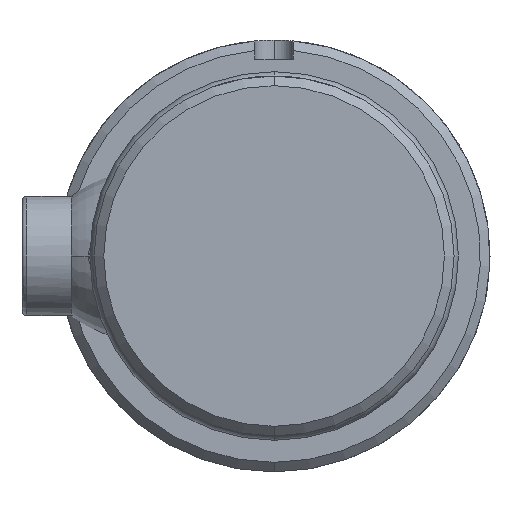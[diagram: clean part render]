
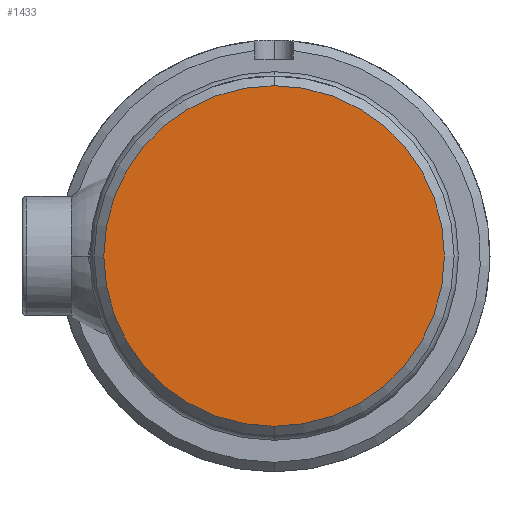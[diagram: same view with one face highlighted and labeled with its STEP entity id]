
A CAD part, left-side view. The second image highlights one B-rep face of the part: STEP entity #1433.
In plain terms, the highlighted planar face has unit normal (-1, 0, 0).
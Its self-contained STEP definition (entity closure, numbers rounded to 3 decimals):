
#77 = CARTESIAN_POINT ( 'NONE',  ( 0., 0., 0. ) ) ;
#211 = VERTEX_POINT ( 'NONE', #891 ) ;
#277 = DIRECTION ( 'NONE',  ( 0., 0., -1. ) ) ;
#888 = DIRECTION ( 'NONE',  ( 0., 0., -1. ) ) ;
#891 = CARTESIAN_POINT ( 'NONE',  ( 0., 0., 35.5 ) ) ;
#914 = DIRECTION ( 'NONE',  ( -1., 0., 0. ) ) ;
#1064 = AXIS2_PLACEMENT_3D ( 'NONE', #2098, #914, #2288 ) ;
#1109 = FACE_OUTER_BOUND ( 'NONE', #1269, .T. ) ;
#1269 = EDGE_LOOP ( 'NONE', ( #2130, #1337 ) ) ;
#1337 = ORIENTED_EDGE ( 'NONE', *, *, #2013, .T. ) ;
#1433 = ADVANCED_FACE ( 'NONE', ( #1109 ), #1867, .F. ) ;
#1465 = DIRECTION ( 'NONE',  ( -1., 0., 0. ) ) ;
#1476 = CARTESIAN_POINT ( 'NONE',  ( 0., 0., 0. ) ) ;
#1691 = AXIS2_PLACEMENT_3D ( 'NONE', #1476, #2073, #888 ) ;
#1768 = AXIS2_PLACEMENT_3D ( 'NONE', #77, #1465, #277 ) ;
#1783 = CIRCLE ( 'NONE', #1768, 35.5 ) ;
#1867 = PLANE ( 'NONE',  #1691 ) ;
#1871 = CARTESIAN_POINT ( 'NONE',  ( 0., 0., -35.5 ) ) ;
#2013 = EDGE_CURVE ( 'NONE', #211, #2448, #2337, .T. ) ;
#2073 = DIRECTION ( 'NONE',  ( 1., 0., 0. ) ) ;
#2098 = CARTESIAN_POINT ( 'NONE',  ( 0., 0., 0. ) ) ;
#2130 = ORIENTED_EDGE ( 'NONE', *, *, #2382, .T. ) ;
#2288 = DIRECTION ( 'NONE',  ( 0., 0., -1. ) ) ;
#2337 = CIRCLE ( 'NONE', #1064, 35.5 ) ;
#2382 = EDGE_CURVE ( 'NONE', #2448, #211, #1783, .T. ) ;
#2448 = VERTEX_POINT ( 'NONE', #1871 ) ;
